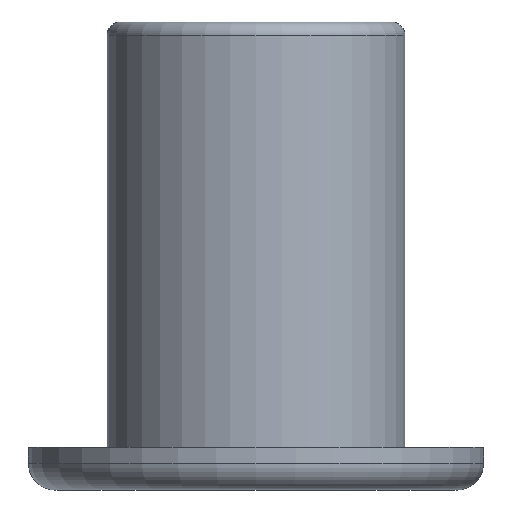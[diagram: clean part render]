
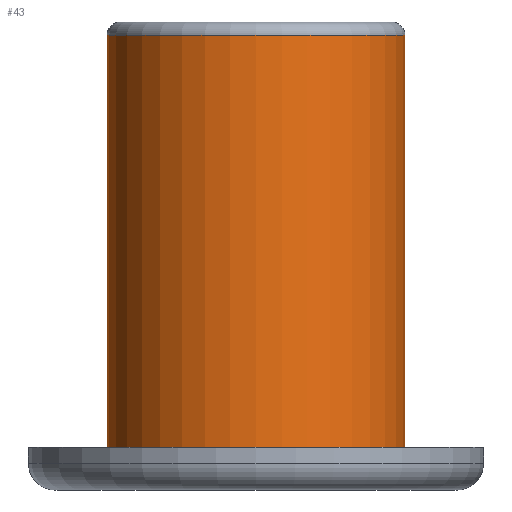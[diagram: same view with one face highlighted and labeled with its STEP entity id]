
A CAD part, front view. The second image highlights one B-rep face of the part: STEP entity #43.
In plain terms, the highlighted cylindrical face has radius 8.89 mm (diameter 17.78 mm), a full revolution.
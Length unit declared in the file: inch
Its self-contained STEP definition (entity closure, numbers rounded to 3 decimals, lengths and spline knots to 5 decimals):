
#40=CYLINDRICAL_SURFACE('',#160,0.35);
#43=ADVANCED_FACE('',(#58,#59),#40,.T.);
#58=FACE_BOUND('',#80,.T.);
#59=FACE_BOUND('',#81,.T.);
#80=EDGE_LOOP('',(#102));
#81=EDGE_LOOP('',(#103));
#102=ORIENTED_EDGE('',*,*,#133,.F.);
#103=ORIENTED_EDGE('',*,*,#135,.T.);
#122=VERTEX_POINT('',#226);
#124=VERTEX_POINT('',#231);
#133=EDGE_CURVE('',#122,#122,#144,.T.);
#135=EDGE_CURVE('',#124,#124,#146,.T.);
#144=CIRCLE('',#156,0.35);
#146=CIRCLE('',#159,0.35);
#156=AXIS2_PLACEMENT_3D('',#225,#180,#181);
#159=AXIS2_PLACEMENT_3D('',#230,#186,#187);
#160=AXIS2_PLACEMENT_3D('',#232,#188,#189);
#180=DIRECTION('',(0.,0.,-1.));
#181=DIRECTION('',(1.,0.,0.));
#186=DIRECTION('',(0.,0.,-1.));
#187=DIRECTION('',(1.,0.,0.));
#188=DIRECTION('',(0.,0.,1.));
#189=DIRECTION('',(1.,0.,0.));
#225=CARTESIAN_POINT('',(0.,0.,0.1));
#226=CARTESIAN_POINT('',(0.35,0.,0.1));
#230=CARTESIAN_POINT('',(0.,0.,1.06875));
#231=CARTESIAN_POINT('',(0.35,0.,1.06875));
#232=CARTESIAN_POINT('',(0.,0.,0.));
